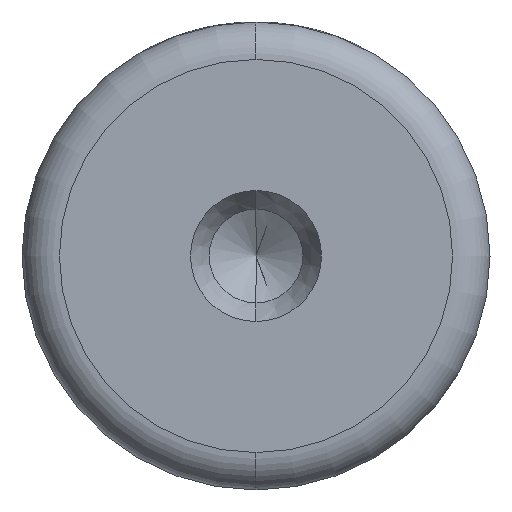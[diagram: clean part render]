
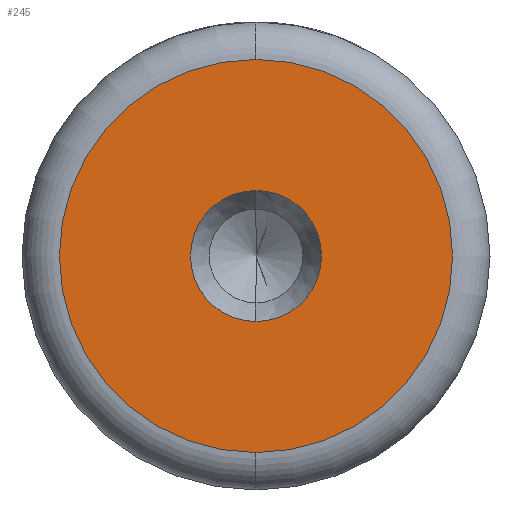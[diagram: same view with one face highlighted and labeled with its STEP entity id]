
A CAD part, left-side view. The second image highlights one B-rep face of the part: STEP entity #245.
In plain terms, the highlighted planar face has unit normal (-1, 0, 0).
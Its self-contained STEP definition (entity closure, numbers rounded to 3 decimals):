
#7 = CARTESIAN_POINT ( 'NONE',  ( 0., 0., 10.5 ) ) ;
#22 = EDGE_CURVE ( 'NONE', #1080, #968, #483, .T. ) ;
#50 = PLANE ( 'NONE',  #905 ) ;
#58 = EDGE_CURVE ( 'NONE', #858, #610, #499, .T. ) ;
#69 = FACE_BOUND ( 'NONE', #789, .T. ) ;
#98 = FACE_OUTER_BOUND ( 'NONE', #601, .T. ) ;
#122 = DIRECTION ( 'NONE',  ( -1., 0., 0. ) ) ;
#155 = EDGE_CURVE ( 'NONE', #968, #1080, #192, .T. ) ;
#169 = EDGE_CURVE ( 'NONE', #610, #858, #237, .T. ) ;
#185 = CARTESIAN_POINT ( 'NONE',  ( 0., 0., -3.5 ) ) ;
#192 = CIRCLE ( 'NONE', #1056, 10.5 ) ;
#237 = CIRCLE ( 'NONE', #1075, 3.5 ) ;
#245 = ADVANCED_FACE ( 'NONE', ( #98, #69 ), #50, .T. ) ;
#305 = ORIENTED_EDGE ( 'NONE', *, *, #22, .T. ) ;
#311 = DIRECTION ( 'NONE',  ( -1., 0., 0. ) ) ;
#318 = DIRECTION ( 'NONE',  ( -1., 0., 0. ) ) ;
#340 = CARTESIAN_POINT ( 'NONE',  ( 0., 0., 3.5 ) ) ;
#483 = CIRCLE ( 'NONE', #1295, 10.5 ) ;
#487 = CARTESIAN_POINT ( 'NONE',  ( 0., 0., -10.5 ) ) ;
#499 = CIRCLE ( 'NONE', #701, 3.5 ) ;
#500 = DIRECTION ( 'NONE',  ( -1., 0., 0. ) ) ;
#556 = CARTESIAN_POINT ( 'NONE',  ( 0., 0., 0. ) ) ;
#601 = EDGE_LOOP ( 'NONE', ( #305, #1387 ) ) ;
#610 = VERTEX_POINT ( 'NONE', #340 ) ;
#653 = CARTESIAN_POINT ( 'NONE',  ( 0., 0., 0. ) ) ;
#663 = DIRECTION ( 'NONE',  ( 0., 0., 1. ) ) ;
#700 = ORIENTED_EDGE ( 'NONE', *, *, #169, .F. ) ;
#701 = AXIS2_PLACEMENT_3D ( 'NONE', #1129, #500, #1228 ) ;
#759 = ORIENTED_EDGE ( 'NONE', *, *, #58, .F. ) ;
#789 = EDGE_LOOP ( 'NONE', ( #700, #759 ) ) ;
#805 = CARTESIAN_POINT ( 'NONE',  ( 0., 0., 0. ) ) ;
#858 = VERTEX_POINT ( 'NONE', #185 ) ;
#905 = AXIS2_PLACEMENT_3D ( 'NONE', #653, #311, #1058 ) ;
#910 = DIRECTION ( 'NONE',  ( 0., 0., 1. ) ) ;
#964 = CARTESIAN_POINT ( 'NONE',  ( 0., 0., 0. ) ) ;
#968 = VERTEX_POINT ( 'NONE', #487 ) ;
#1056 = AXIS2_PLACEMENT_3D ( 'NONE', #964, #318, #1066 ) ;
#1058 = DIRECTION ( 'NONE',  ( 0., 0., 1. ) ) ;
#1066 = DIRECTION ( 'NONE',  ( 0., 0., 1. ) ) ;
#1075 = AXIS2_PLACEMENT_3D ( 'NONE', #556, #1274, #663 ) ;
#1080 = VERTEX_POINT ( 'NONE', #7 ) ;
#1129 = CARTESIAN_POINT ( 'NONE',  ( 0., 0., 0. ) ) ;
#1228 = DIRECTION ( 'NONE',  ( 0., 0., 1. ) ) ;
#1274 = DIRECTION ( 'NONE',  ( -1., 0., 0. ) ) ;
#1295 = AXIS2_PLACEMENT_3D ( 'NONE', #805, #122, #910 ) ;
#1387 = ORIENTED_EDGE ( 'NONE', *, *, #155, .T. ) ;
